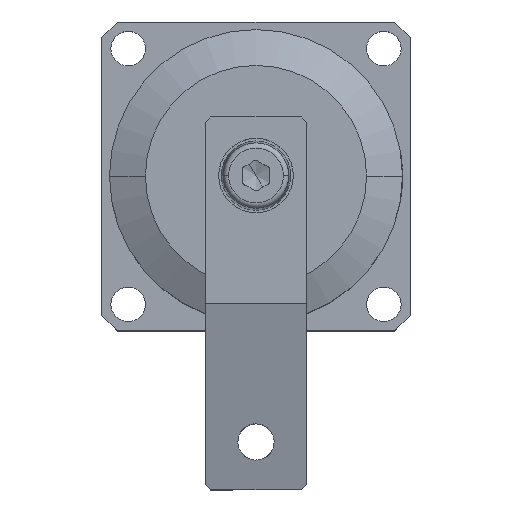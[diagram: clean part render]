
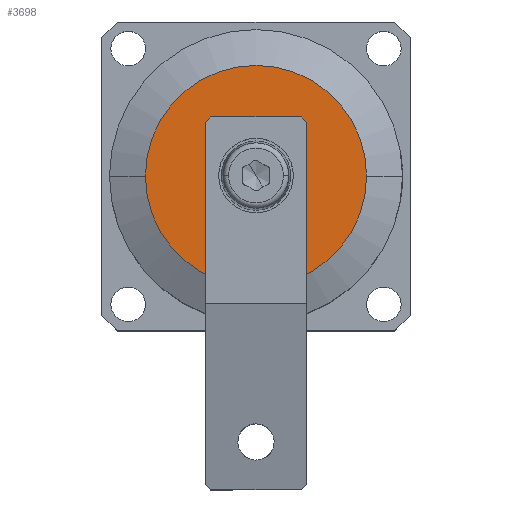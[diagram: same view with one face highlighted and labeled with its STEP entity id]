
A CAD part, top view. The second image highlights one B-rep face of the part: STEP entity #3698.
In plain terms, the highlighted planar face has unit normal (0, 0, 1).
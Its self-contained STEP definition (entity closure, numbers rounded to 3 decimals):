
#378 = CARTESIAN_POINT ( 'NONE',  ( 0., 0., 75. ) ) ;
#379 = DIRECTION ( 'NONE',  ( 0., 0., 1. ) ) ;
#380 = DIRECTION ( 'NONE',  ( 1., 0., 0. ) ) ;
#383 = CARTESIAN_POINT ( 'NONE',  ( 0., 0., 75. ) ) ;
#384 = DIRECTION ( 'NONE',  ( 0., 0., 1. ) ) ;
#385 = DIRECTION ( 'NONE',  ( 1., 0., 0. ) ) ;
#2046 = AXIS2_PLACEMENT_3D ( 'NONE', #4200, #4193, #4192 ) ;
#2390 = CARTESIAN_POINT ( 'NONE',  ( 20.762, 0., 75. ) ) ;
#2394 = CARTESIAN_POINT ( 'NONE',  ( 8., 0., 75. ) ) ;
#3096 = CARTESIAN_POINT ( 'NONE',  ( -8., 0., 75. ) ) ;
#3115 = CARTESIAN_POINT ( 'NONE',  ( -20.762, 0., 75. ) ) ;
#3545 = EDGE_CURVE ( 'NONE', #5425, #3971, #5637, .T. ) ;
#3547 = EDGE_CURVE ( 'NONE', #3974, #5444, #5638, .T. ) ;
#3698 = ADVANCED_FACE ( 'NONE', ( #4541, #4533 ), #4196, .T. ) ;
#3768 = EDGE_LOOP ( 'NONE', ( #4616, #4615 ) ) ;
#3778 = EDGE_LOOP ( 'NONE', ( #4614, #4613 ) ) ;
#3971 = VERTEX_POINT ( 'NONE', #2394 ) ;
#3974 = VERTEX_POINT ( 'NONE', #2390 ) ;
#4192 = DIRECTION ( 'NONE',  ( 1., 0., 0. ) ) ;
#4193 = DIRECTION ( 'NONE',  ( 0., 0., 1. ) ) ;
#4196 = PLANE ( 'NONE',  #2046 ) ;
#4200 = CARTESIAN_POINT ( 'NONE',  ( 0., 0., 75. ) ) ;
#4304 = CIRCLE ( 'NONE', #4654, 20.762 ) ;
#4305 = CIRCLE ( 'NONE', #4655, 8. ) ;
#4533 = FACE_OUTER_BOUND ( 'NONE', #3778, .T. ) ;
#4541 = FACE_BOUND ( 'NONE', #3768, .T. ) ;
#4613 = ORIENTED_EDGE ( 'NONE', *, *, #3547, .T. ) ;
#4614 = ORIENTED_EDGE ( 'NONE', *, *, #5802, .T. ) ;
#4615 = ORIENTED_EDGE ( 'NONE', *, *, #3545, .F. ) ;
#4616 = ORIENTED_EDGE ( 'NONE', *, *, #5803, .F. ) ;
#4654 = AXIS2_PLACEMENT_3D ( 'NONE', #378, #379, #380 ) ;
#4655 = AXIS2_PLACEMENT_3D ( 'NONE', #383, #384, #385 ) ;
#4911 = DIRECTION ( 'NONE',  ( 1., 0., 0. ) ) ;
#4913 = DIRECTION ( 'NONE',  ( 0., 0., 1. ) ) ;
#4914 = CARTESIAN_POINT ( 'NONE',  ( 0., 0., 75. ) ) ;
#4919 = DIRECTION ( 'NONE',  ( 1., 0., 0. ) ) ;
#4920 = DIRECTION ( 'NONE',  ( 0., 0., 1. ) ) ;
#4921 = CARTESIAN_POINT ( 'NONE',  ( 0., 0., 75. ) ) ;
#5139 = AXIS2_PLACEMENT_3D ( 'NONE', #4914, #4913, #4911 ) ;
#5140 = AXIS2_PLACEMENT_3D ( 'NONE', #4921, #4920, #4919 ) ;
#5425 = VERTEX_POINT ( 'NONE', #3096 ) ;
#5444 = VERTEX_POINT ( 'NONE', #3115 ) ;
#5637 = CIRCLE ( 'NONE', #5140, 8. ) ;
#5638 = CIRCLE ( 'NONE', #5139, 20.762 ) ;
#5802 = EDGE_CURVE ( 'NONE', #5444, #3974, #4304, .T. ) ;
#5803 = EDGE_CURVE ( 'NONE', #3971, #5425, #4305, .T. ) ;
